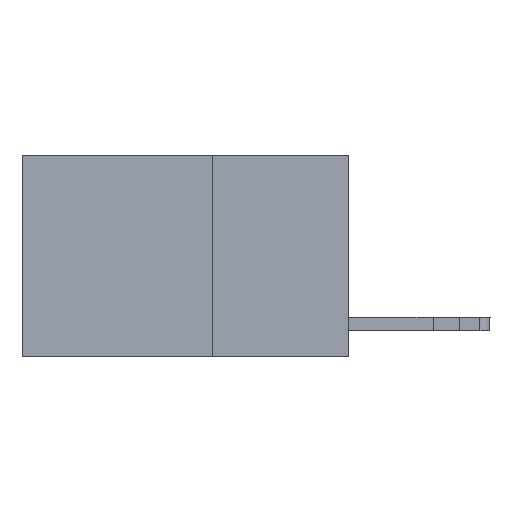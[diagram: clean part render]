
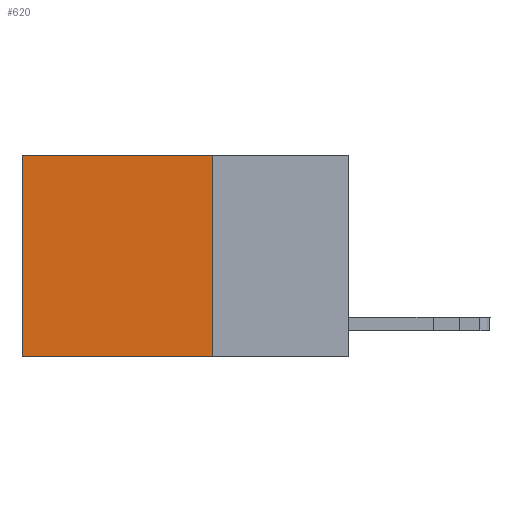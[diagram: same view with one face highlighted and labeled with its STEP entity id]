
A CAD part, left-side view. The second image highlights one B-rep face of the part: STEP entity #620.
In plain terms, the highlighted planar face has unit normal (-1, 0, 0).
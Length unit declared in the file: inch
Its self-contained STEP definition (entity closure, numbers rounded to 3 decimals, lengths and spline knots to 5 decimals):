
#620 = ADVANCED_FACE ( 'NONE', ( #12080 ), #5491, .F. ) ;
#657 = EDGE_CURVE ( 'NONE', #10473, #6497, #12158, .T. ) ;
#1142 = ORIENTED_EDGE ( 'NONE', *, *, #2957, .T. ) ;
#1866 = DIRECTION ( 'NONE',  ( 0., 0., -1. ) ) ;
#2086 = CARTESIAN_POINT ( 'NONE',  ( 0.2625, 0.25, 0. ) ) ;
#2416 = AXIS2_PLACEMENT_3D ( 'NONE', #2086, #8851, #6686 ) ;
#2444 = CARTESIAN_POINT ( 'NONE',  ( 0.2625, 0.25, -0.37 ) ) ;
#2893 = EDGE_CURVE ( 'NONE', #6497, #4323, #11237, .T. ) ;
#2957 = EDGE_CURVE ( 'NONE', #9318, #4323, #6658, .T. ) ;
#3537 = EDGE_LOOP ( 'NONE', ( #1142, #10474, #13075, #12159 ) ) ;
#3696 = VECTOR ( 'NONE', #13594, 39.37008 ) ;
#4282 = CARTESIAN_POINT ( 'NONE',  ( 0.2625, 0.25, 0. ) ) ;
#4323 = VERTEX_POINT ( 'NONE', #12918 ) ;
#4803 = CARTESIAN_POINT ( 'NONE',  ( 0.2625, 0.6, 0. ) ) ;
#5491 = PLANE ( 'NONE',  #2416 ) ;
#6497 = VERTEX_POINT ( 'NONE', #2444 ) ;
#6658 = LINE ( 'NONE', #13656, #13270 ) ;
#6686 = DIRECTION ( 'NONE',  ( 0., 0., -1. ) ) ;
#7987 = DIRECTION ( 'NONE',  ( 0., 1., 0. ) ) ;
#8516 = VECTOR ( 'NONE', #7987, 39.37008 ) ;
#8851 = DIRECTION ( 'NONE',  ( 1., 0., 0. ) ) ;
#8958 = DIRECTION ( 'NONE',  ( 0., 0., -1. ) ) ;
#9043 = CARTESIAN_POINT ( 'NONE',  ( 0.2625, 0.25, -0.37 ) ) ;
#9276 = CARTESIAN_POINT ( 'NONE',  ( 0.2625, 0.25, 0. ) ) ;
#9318 = VERTEX_POINT ( 'NONE', #4803 ) ;
#10473 = VERTEX_POINT ( 'NONE', #11395 ) ;
#10474 = ORIENTED_EDGE ( 'NONE', *, *, #2893, .F. ) ;
#10838 = VECTOR ( 'NONE', #1866, 39.37008 ) ;
#11237 = LINE ( 'NONE', #9043, #3696 ) ;
#11395 = CARTESIAN_POINT ( 'NONE',  ( 0.2625, 0.25, 0. ) ) ;
#12080 = FACE_OUTER_BOUND ( 'NONE', #3537, .T. ) ;
#12158 = LINE ( 'NONE', #4282, #10838 ) ;
#12159 = ORIENTED_EDGE ( 'NONE', *, *, #14084, .T. ) ;
#12918 = CARTESIAN_POINT ( 'NONE',  ( 0.2625, 0.6, -0.37 ) ) ;
#13075 = ORIENTED_EDGE ( 'NONE', *, *, #657, .F. ) ;
#13270 = VECTOR ( 'NONE', #8958, 39.37008 ) ;
#13594 = DIRECTION ( 'NONE',  ( 0., 1., 0. ) ) ;
#13656 = CARTESIAN_POINT ( 'NONE',  ( 0.2625, 0.6, 0. ) ) ;
#13972 = LINE ( 'NONE', #9276, #8516 ) ;
#14084 = EDGE_CURVE ( 'NONE', #10473, #9318, #13972, .T. ) ;
